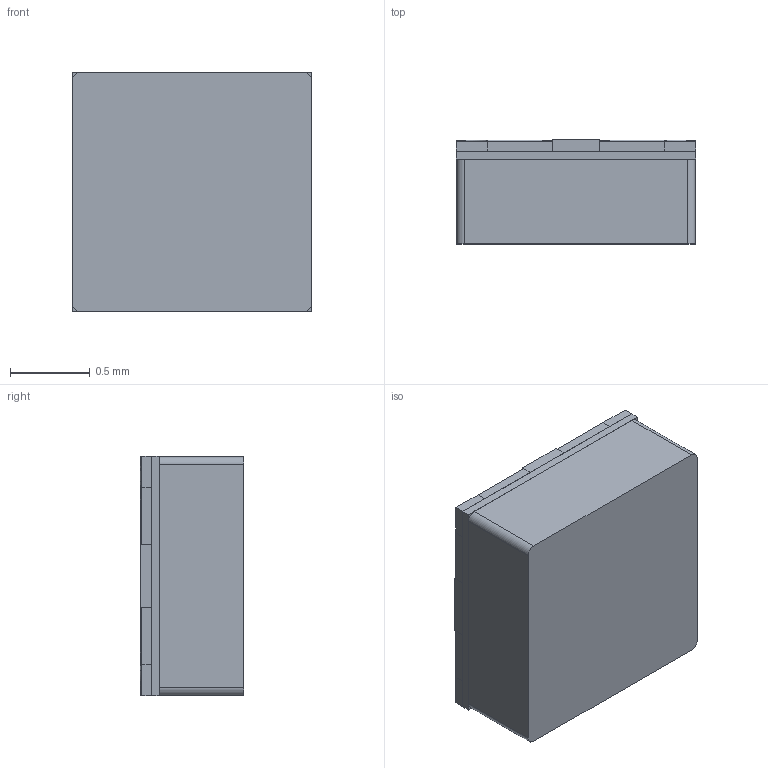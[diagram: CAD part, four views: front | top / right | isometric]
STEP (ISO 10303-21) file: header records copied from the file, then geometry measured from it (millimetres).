
FILE_DESCRIPTION(/* description */ ('','CAx-IF Rec.Pracs.---Representation and Presentation of Product Manufacturing Information (PMI)---4.0---2014-10-13'),/* implementation_level */ '2;1');
FILE_NAME(/* name */ 'SK6805-EC15.step',/* time_stamp */ '2025-01-01T20:28:01+01:00',/* author */ (''),/* organization */ (''),/* preprocessor_version */ 'ST-DEVELOPER v20',/* originating_system */ 'Autodesk Translation Framework v13.20.0.188',/* authorisation */ '');
FILE_SCHEMA (('AP242_MANAGED_MODEL_BASED_3D_ENGINEERING_MIM_LF { 1 0 10303 442 1 1 4 }'));
Length unit declared in the file: millimetre
Products named in the file (1): SK6805-EC15
Bounding box: 1.5 x 0.65 x 1.5 mm (x, y, z)
Volume: 1.5 mm3; surface area: 20.9 mm2
Topology: 29 solids, 29 shells, 290 faces, 676 edges, 444 vertices
Faces by surface type: plane 206, cylinder 56, bspline 24, torus 4
Full cylindrical faces by diameter (mm): 0.075 x2, 0.087 x2, 0.09 x2, 0.113 x2, 0.119 x2
Entity records: 10793 total; most frequent: CARTESIAN_POINT 4189, ORIENTED_EDGE 1352, DIRECTION 1248, EDGE_CURVE 676, LINE 522, VECTOR 522, VERTEX_POINT 444, AXIS2_PLACEMENT_3D 363
